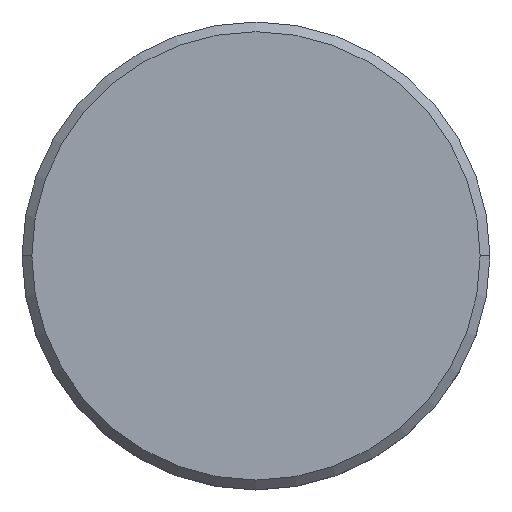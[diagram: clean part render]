
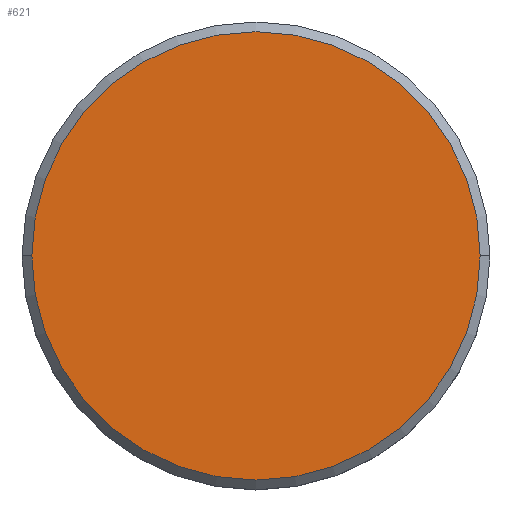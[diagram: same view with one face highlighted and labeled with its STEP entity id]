
A CAD part, top view. The second image highlights one B-rep face of the part: STEP entity #621.
In plain terms, the highlighted planar face has unit normal (0, 0, 1).
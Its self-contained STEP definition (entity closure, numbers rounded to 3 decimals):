
#12 = DIRECTION ( 'NONE',  ( 1., 0., 0. ) ) ;
#67 = VERTEX_POINT ( 'NONE', #399 ) ;
#148 = AXIS2_PLACEMENT_3D ( 'NONE', #584, #286, #12 ) ;
#250 = EDGE_LOOP ( 'NONE', ( #1028, #566 ) ) ;
#286 = DIRECTION ( 'NONE',  ( 0., 0., 1. ) ) ;
#332 = AXIS2_PLACEMENT_3D ( 'NONE', #554, #454, #372 ) ;
#342 = CARTESIAN_POINT ( 'NONE',  ( 0., 0., 0. ) ) ;
#344 = DIRECTION ( 'NONE',  ( 0., 0., 1. ) ) ;
#372 = DIRECTION ( 'NONE',  ( 1., 0., 0. ) ) ;
#399 = CARTESIAN_POINT ( 'NONE',  ( 11.5, 0., 0. ) ) ;
#454 = DIRECTION ( 'NONE',  ( 0., 0., 1. ) ) ;
#456 = EDGE_CURVE ( 'NONE', #849, #67, #1017, .T. ) ;
#491 = PLANE ( 'NONE',  #148 ) ;
#554 = CARTESIAN_POINT ( 'NONE',  ( 0., 0., 0. ) ) ;
#566 = ORIENTED_EDGE ( 'NONE', *, *, #736, .T. ) ;
#584 = CARTESIAN_POINT ( 'NONE',  ( 0., 0., 0. ) ) ;
#621 = ADVANCED_FACE ( 'NONE', ( #1089 ), #491, .T. ) ;
#736 = EDGE_CURVE ( 'NONE', #67, #849, #994, .T. ) ;
#783 = DIRECTION ( 'NONE',  ( 1., 0., 0. ) ) ;
#849 = VERTEX_POINT ( 'NONE', #1125 ) ;
#924 = AXIS2_PLACEMENT_3D ( 'NONE', #342, #344, #783 ) ;
#994 = CIRCLE ( 'NONE', #924, 11.5 ) ;
#1017 = CIRCLE ( 'NONE', #332, 11.5 ) ;
#1028 = ORIENTED_EDGE ( 'NONE', *, *, #456, .T. ) ;
#1089 = FACE_OUTER_BOUND ( 'NONE', #250, .T. ) ;
#1125 = CARTESIAN_POINT ( 'NONE',  ( -11.5, 0., 0. ) ) ;
